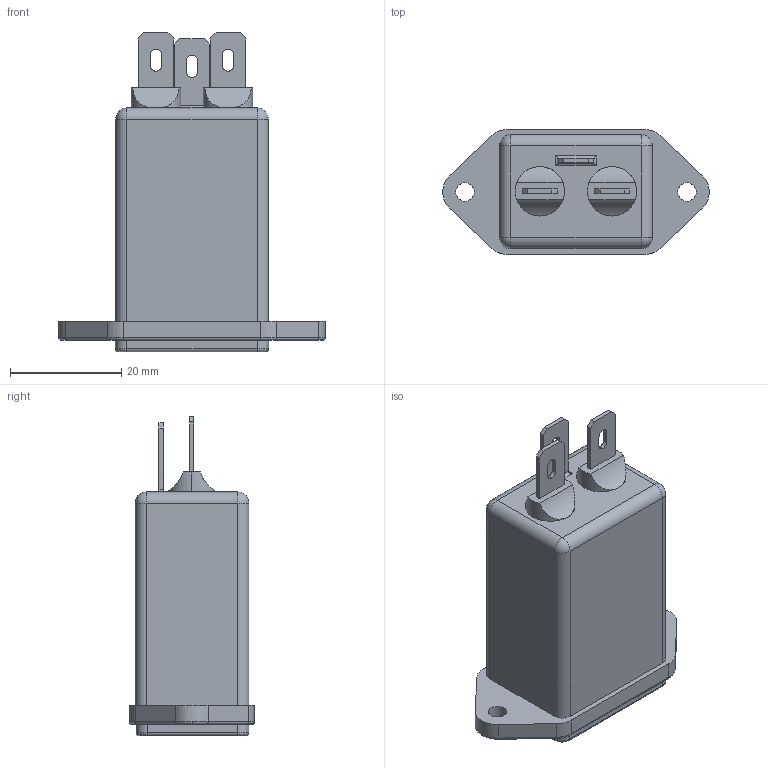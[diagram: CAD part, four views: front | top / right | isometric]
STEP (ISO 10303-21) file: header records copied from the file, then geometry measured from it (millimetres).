
FILE_DESCRIPTION (( 'STEP AP214' ), '1' );
FILE_NAME ('User Library-Schaffner_FN9222R-1-06_filtered_IEC_inlet.STEP', '2019-03-23T16:22:21', ( '' ), ( '' ), 'SwSTEP 2.0', 'SolidWorks 2019', '' );
FILE_SCHEMA (( 'AUTOMOTIVE_DESIGN' ));
Length unit declared in the file: millimetre
Products named in the file (1): User Library-Schaffner_FN9222R-1-06_filtered_IEC_inlet
Bounding box: 48 x 22.5 x 57.5 mm (x, y, z)
Volume: 19972.1 mm3; surface area: 8167 mm2
Topology: 1 solids, 1 shells, 436 faces, 1136 edges, 736 vertices
Faces by surface type: plane 249, bspline 106, cylinder 62, torus 11, cone 4, sphere 4
Entity records: 23494 total; most frequent: CARTESIAN_POINT 9627, ORIENTED_EDGE 2264, DIRECTION 1695, EDGE_CURVE 1132, VECTOR 783, LINE 783, VERTEX_POINT 736, EDGE_LOOP 484
